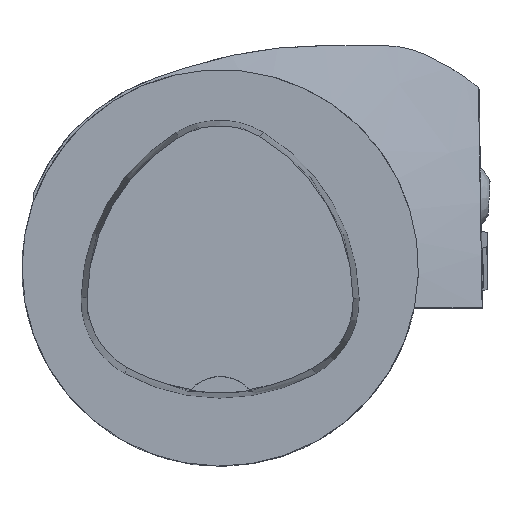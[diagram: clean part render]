
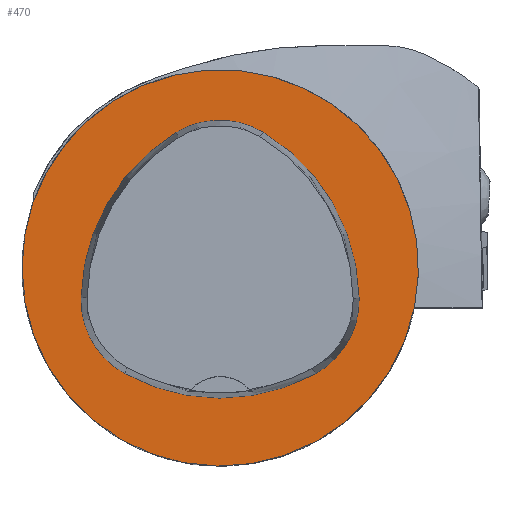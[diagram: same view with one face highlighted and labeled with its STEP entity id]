
A CAD part, top view. The second image highlights one B-rep face of the part: STEP entity #470.
In plain terms, the highlighted planar face has unit normal (0, 0, 1).
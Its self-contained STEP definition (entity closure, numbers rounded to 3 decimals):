
#195=CIRCLE('',#3211,20.);
#197=CIRCLE('',#3241,20.);
#199=CIRCLE('',#3244,8.5);
#201=CIRCLE('',#3247,20.);
#203=CIRCLE('',#3250,8.5);
#207=CIRCLE('',#3255,20.);
#209=CIRCLE('',#3258,8.5);
#301=FACE_BOUND('',#882,.T.);
#302=FACE_BOUND('',#883,.T.);
#470=ADVANCED_FACE('',(#301,#302),#631,.T.);
#631=PLANE('',#3263);
#882=EDGE_LOOP('',(#1195,#1196,#1197,#1198,#1199,#1200));
#883=EDGE_LOOP('',(#1201));
#1195=ORIENTED_EDGE('',*,*,#2299,.T.);
#1196=ORIENTED_EDGE('',*,*,#2279,.T.);
#1197=ORIENTED_EDGE('',*,*,#2283,.T.);
#1198=ORIENTED_EDGE('',*,*,#2286,.T.);
#1199=ORIENTED_EDGE('',*,*,#2289,.T.);
#1200=ORIENTED_EDGE('',*,*,#2297,.T.);
#1201=ORIENTED_EDGE('',*,*,#2233,.F.);
#1942=VERTEX_POINT('',#4550);
#1975=VERTEX_POINT('',#4666);
#1976=VERTEX_POINT('',#4667);
#1979=VERTEX_POINT('',#4675);
#1981=VERTEX_POINT('',#4681);
#1983=VERTEX_POINT('',#4687);
#1990=VERTEX_POINT('',#4708);
#2233=EDGE_CURVE('',#1942,#1942,#195,.T.);
#2279=EDGE_CURVE('',#1975,#1976,#197,.T.);
#2283=EDGE_CURVE('',#1976,#1979,#199,.T.);
#2286=EDGE_CURVE('',#1979,#1981,#201,.T.);
#2289=EDGE_CURVE('',#1981,#1983,#203,.T.);
#2297=EDGE_CURVE('',#1983,#1990,#207,.T.);
#2299=EDGE_CURVE('',#1990,#1975,#209,.T.);
#3211=AXIS2_PLACEMENT_3D('',#4549,#3559,#3560);
#3241=AXIS2_PLACEMENT_3D('',#4665,#3640,#3641);
#3244=AXIS2_PLACEMENT_3D('',#4674,#3648,#3649);
#3247=AXIS2_PLACEMENT_3D('',#4680,#3655,#3656);
#3250=AXIS2_PLACEMENT_3D('',#4686,#3662,#3663);
#3255=AXIS2_PLACEMENT_3D('',#4709,#3674,#3675);
#3258=AXIS2_PLACEMENT_3D('',#4712,#3680,#3681);
#3263=AXIS2_PLACEMENT_3D('',#4717,#3690,#3691);
#3559=DIRECTION('',(0.,0.,-1.));
#3560=DIRECTION('',(-1.,0.,0.));
#3640=DIRECTION('',(0.,0.,-1.));
#3641=DIRECTION('',(-1.,0.,0.));
#3648=DIRECTION('',(0.,0.,-1.));
#3649=DIRECTION('',(-1.,0.,0.));
#3655=DIRECTION('',(0.,0.,-1.));
#3656=DIRECTION('',(-1.,0.,0.));
#3662=DIRECTION('',(0.,0.,-1.));
#3663=DIRECTION('',(-1.,0.,0.));
#3674=DIRECTION('',(0.,0.,-1.));
#3675=DIRECTION('',(-1.,0.,0.));
#3680=DIRECTION('',(0.,0.,-1.));
#3681=DIRECTION('',(-1.,0.,0.));
#3690=DIRECTION('',(0.,0.,1.));
#3691=DIRECTION('',(1.,0.,0.));
#4549=CARTESIAN_POINT('',(0.,0.,0.));
#4550=CARTESIAN_POINT('',(-20.,0.,0.));
#4665=CARTESIAN_POINT('',(5.955,-3.414,0.));
#4666=CARTESIAN_POINT('',(-14.041,-3.042,0.));
#4667=CARTESIAN_POINT('',(-4.472,13.653,0.));
#4674=CARTESIAN_POINT('',(-0.04,6.4,0.));
#4675=CARTESIAN_POINT('',(4.347,13.68,0.));
#4680=CARTESIAN_POINT('',(-5.976,-3.45,0.));
#4681=CARTESIAN_POINT('',(14.021,-3.075,0.));
#4686=CARTESIAN_POINT('',(5.522,-3.235,0.));
#4687=CARTESIAN_POINT('',(9.588,-10.699,0.));
#4708=CARTESIAN_POINT('',(-9.655,-10.639,0.));
#4709=CARTESIAN_POINT('',(0.022,6.864,0.));
#4712=CARTESIAN_POINT('',(-5.543,-3.2,0.));
#4717=CARTESIAN_POINT('',(0.,0.,0.));
